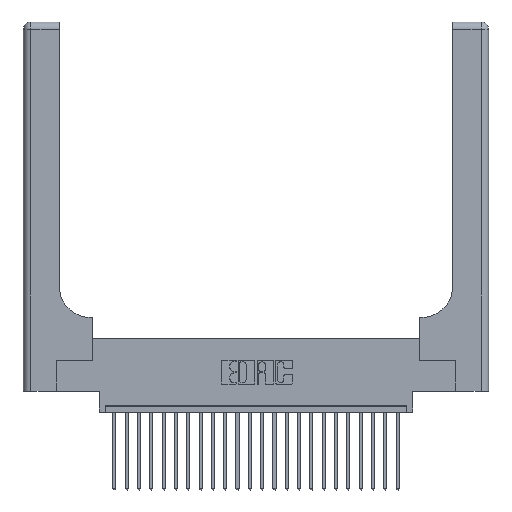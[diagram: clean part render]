
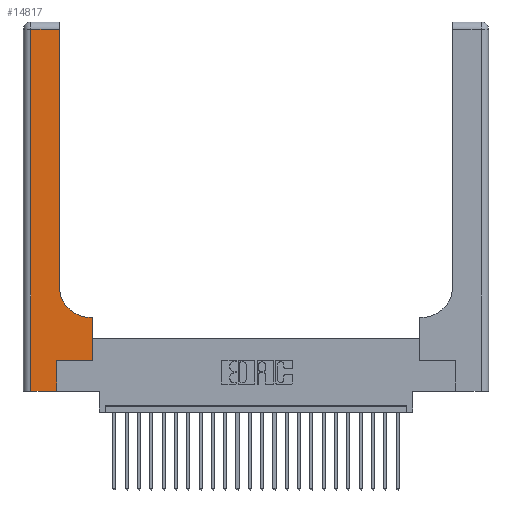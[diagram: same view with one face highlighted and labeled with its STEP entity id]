
A CAD part, top view. The second image highlights one B-rep face of the part: STEP entity #14817.
In plain terms, the highlighted planar face has unit normal (0, 0, 1).
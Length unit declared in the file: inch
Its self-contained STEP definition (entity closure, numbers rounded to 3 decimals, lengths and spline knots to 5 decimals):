
#429 = VECTOR ( 'NONE', #24255, 39.37008 ) ;
#568 = VERTEX_POINT ( 'NONE', #7133 ) ;
#660 = ORIENTED_EDGE ( 'NONE', *, *, #21401, .T. ) ;
#775 = VERTEX_POINT ( 'NONE', #19931 ) ;
#1739 = VERTEX_POINT ( 'NONE', #25500 ) ;
#1934 = DIRECTION ( 'NONE',  ( 0., 0., -1. ) ) ;
#2013 = CARTESIAN_POINT ( 'NONE',  ( 0.06, 2.94, 0.37 ) ) ;
#2225 = ORIENTED_EDGE ( 'NONE', *, *, #8164, .T. ) ;
#2598 = VERTEX_POINT ( 'NONE', #10830 ) ;
#3712 = VECTOR ( 'NONE', #18387, 39.37008 ) ;
#3877 = VECTOR ( 'NONE', #4234, 39.37008 ) ;
#4207 = VECTOR ( 'NONE', #18938, 39.37008 ) ;
#4234 = DIRECTION ( 'NONE',  ( -1., 0., 0. ) ) ;
#4263 = CARTESIAN_POINT ( 'NONE',  ( 0.06, 3., 0.37 ) ) ;
#4456 = CARTESIAN_POINT ( 'NONE',  ( 0.2915, 3., 0.37 ) ) ;
#4479 = VECTOR ( 'NONE', #20938, 39.37008 ) ;
#4492 = CARTESIAN_POINT ( 'NONE',  ( 0.5585, 0.25, 0.37 ) ) ;
#4795 = VERTEX_POINT ( 'NONE', #20864 ) ;
#5004 = EDGE_CURVE ( 'NONE', #4795, #568, #7696, .T. ) ;
#5630 = EDGE_CURVE ( 'NONE', #1739, #8834, #12123, .T. ) ;
#6222 = VECTOR ( 'NONE', #7292, 39.37008 ) ;
#7133 = CARTESIAN_POINT ( 'NONE',  ( 0.269, 0.25, 0.37 ) ) ;
#7292 = DIRECTION ( 'NONE',  ( -1., 0., 0. ) ) ;
#7391 = CARTESIAN_POINT ( 'NONE',  ( 0.5585, 0.25, 0.37 ) ) ;
#7696 = LINE ( 'NONE', #8947, #4479 ) ;
#7713 = EDGE_CURVE ( 'NONE', #568, #22677, #16375, .T. ) ;
#7784 = EDGE_CURVE ( 'NONE', #22677, #8188, #20710, .T. ) ;
#7974 = DIRECTION ( 'NONE',  ( -1., 0., 0. ) ) ;
#8164 = EDGE_CURVE ( 'NONE', #8188, #2598, #21969, .T. ) ;
#8188 = VERTEX_POINT ( 'NONE', #16129 ) ;
#8834 = VERTEX_POINT ( 'NONE', #2013 ) ;
#8947 = CARTESIAN_POINT ( 'NONE',  ( 0.269, 0., 0.37 ) ) ;
#9151 = ORIENTED_EDGE ( 'NONE', *, *, #7713, .T. ) ;
#9279 = AXIS2_PLACEMENT_3D ( 'NONE', #17082, #14788, #12693 ) ;
#9882 = CARTESIAN_POINT ( 'NONE',  ( 0., 3., 0.37 ) ) ;
#9987 = LINE ( 'NONE', #4263, #3712 ) ;
#10204 = LINE ( 'NONE', #23738, #17969 ) ;
#10289 = EDGE_CURVE ( 'NONE', #2598, #775, #25559, .T. ) ;
#10830 = CARTESIAN_POINT ( 'NONE',  ( 0.5415, 0.6, 0.37 ) ) ;
#12123 = LINE ( 'NONE', #19194, #6222 ) ;
#12125 = VERTEX_POINT ( 'NONE', #19979 ) ;
#12693 = DIRECTION ( 'NONE',  ( 1., 0., 0. ) ) ;
#14788 = DIRECTION ( 'NONE',  ( 0., 0., -1. ) ) ;
#14817 = ADVANCED_FACE ( 'NONE', ( #17326 ), #25794, .F. ) ;
#15356 = EDGE_LOOP ( 'NONE', ( #660, #25000, #21882, #22960, #22793, #9151, #18842, #2225, #20581 ) ) ;
#16129 = CARTESIAN_POINT ( 'NONE',  ( 0.5585, 0.6, 0.37 ) ) ;
#16189 = CARTESIAN_POINT ( 'NONE',  ( 0.2915, 0.6, 0.37 ) ) ;
#16375 = LINE ( 'NONE', #22859, #4207 ) ;
#16477 = AXIS2_PLACEMENT_3D ( 'NONE', #9882, #1934, #7974 ) ;
#17082 = CARTESIAN_POINT ( 'NONE',  ( 0.5415, 0.85, 0.37 ) ) ;
#17326 = FACE_OUTER_BOUND ( 'NONE', #15356, .T. ) ;
#17634 = LINE ( 'NONE', #4456, #429 ) ;
#17969 = VECTOR ( 'NONE', #23654, 39.37008 ) ;
#18387 = DIRECTION ( 'NONE',  ( 0., -1., 0. ) ) ;
#18746 = EDGE_CURVE ( 'NONE', #8834, #12125, #9987, .T. ) ;
#18842 = ORIENTED_EDGE ( 'NONE', *, *, #7784, .T. ) ;
#18938 = DIRECTION ( 'NONE',  ( 1., 0., 0. ) ) ;
#19194 = CARTESIAN_POINT ( 'NONE',  ( 0., 2.94, 0.37 ) ) ;
#19931 = CARTESIAN_POINT ( 'NONE',  ( 0.2915, 0.85, 0.37 ) ) ;
#19979 = CARTESIAN_POINT ( 'NONE',  ( 0.06, 0., 0.37 ) ) ;
#20180 = EDGE_CURVE ( 'NONE', #12125, #4795, #10204, .T. ) ;
#20581 = ORIENTED_EDGE ( 'NONE', *, *, #10289, .T. ) ;
#20710 = LINE ( 'NONE', #7391, #22276 ) ;
#20864 = CARTESIAN_POINT ( 'NONE',  ( 0.269, 0., 0.37 ) ) ;
#20938 = DIRECTION ( 'NONE',  ( 0., 1., 0. ) ) ;
#21401 = EDGE_CURVE ( 'NONE', #775, #1739, #17634, .T. ) ;
#21473 = DIRECTION ( 'NONE',  ( 0., 1., 0. ) ) ;
#21882 = ORIENTED_EDGE ( 'NONE', *, *, #18746, .T. ) ;
#21969 = LINE ( 'NONE', #16189, #3877 ) ;
#22276 = VECTOR ( 'NONE', #21473, 39.37008 ) ;
#22677 = VERTEX_POINT ( 'NONE', #4492 ) ;
#22793 = ORIENTED_EDGE ( 'NONE', *, *, #5004, .T. ) ;
#22859 = CARTESIAN_POINT ( 'NONE',  ( 0.269, 0.25, 0.37 ) ) ;
#22960 = ORIENTED_EDGE ( 'NONE', *, *, #20180, .T. ) ;
#23654 = DIRECTION ( 'NONE',  ( 1., 0., 0. ) ) ;
#23738 = CARTESIAN_POINT ( 'NONE',  ( 0., 0., 0.37 ) ) ;
#24255 = DIRECTION ( 'NONE',  ( 0., 1., 0. ) ) ;
#25000 = ORIENTED_EDGE ( 'NONE', *, *, #5630, .T. ) ;
#25500 = CARTESIAN_POINT ( 'NONE',  ( 0.2915, 2.94, 0.37 ) ) ;
#25559 = CIRCLE ( 'NONE', #9279, 0.25 ) ;
#25794 = PLANE ( 'NONE',  #16477 ) ;
